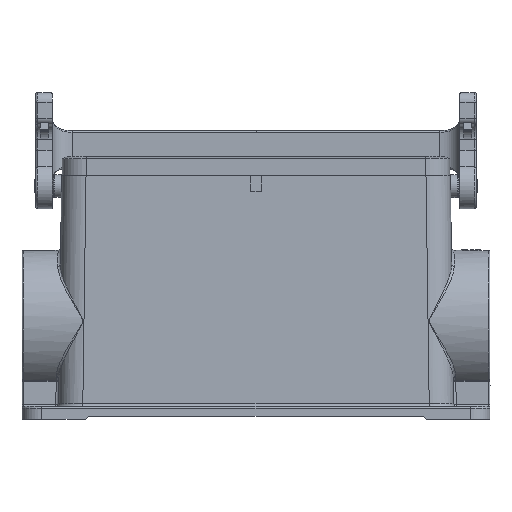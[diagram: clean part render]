
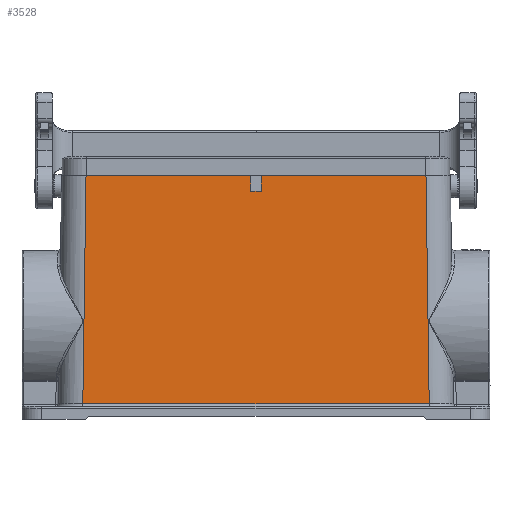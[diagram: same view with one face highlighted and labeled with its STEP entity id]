
A CAD part, front view. The second image highlights one B-rep face of the part: STEP entity #3528.
In plain terms, the highlighted planar face has unit normal (0, -1, 0.011).
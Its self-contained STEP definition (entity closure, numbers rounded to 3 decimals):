
#2358=FACE_OUTER_BOUND('',#4625,.T.);
#3528=ADVANCED_FACE('',(#2358),#4152,.T.);
#4152=PLANE('',#17038);
#4625=EDGE_LOOP('',(#5719,#5720,#5721,#5722,#5723,#5724,#5725,#5726));
#5719=ORIENTED_EDGE('',*,*,#9725,.F.);
#5720=ORIENTED_EDGE('',*,*,#9675,.F.);
#5721=ORIENTED_EDGE('',*,*,#9726,.T.);
#5722=ORIENTED_EDGE('',*,*,#9727,.T.);
#5723=ORIENTED_EDGE('',*,*,#9728,.T.);
#5724=ORIENTED_EDGE('',*,*,#9679,.F.);
#5725=ORIENTED_EDGE('',*,*,#9729,.F.);
#5726=ORIENTED_EDGE('',*,*,#9730,.F.);
#8701=VERTEX_POINT('',#24317);
#8702=VERTEX_POINT('',#24318);
#8705=VERTEX_POINT('',#24324);
#8706=VERTEX_POINT('',#24326);
#8749=VERTEX_POINT('',#24421);
#8750=VERTEX_POINT('',#24423);
#8751=VERTEX_POINT('',#24425);
#8752=VERTEX_POINT('',#24428);
#9675=EDGE_CURVE('',#8701,#8702,#13483,.T.);
#9679=EDGE_CURVE('',#8705,#8706,#13487,.T.);
#9725=EDGE_CURVE('',#8702,#8749,#13513,.T.);
#9726=EDGE_CURVE('',#8701,#8750,#13514,.T.);
#9727=EDGE_CURVE('',#8750,#8751,#13515,.T.);
#9728=EDGE_CURVE('',#8751,#8706,#13516,.T.);
#9729=EDGE_CURVE('',#8752,#8705,#13517,.T.);
#9730=EDGE_CURVE('',#8749,#8752,#13518,.T.);
#13483=LINE('',#24316,#14439);
#13487=LINE('',#24325,#14443);
#13513=LINE('',#24420,#14469);
#13514=LINE('',#24422,#14470);
#13515=LINE('',#24424,#14471);
#13516=LINE('',#24426,#14472);
#13517=LINE('',#24427,#14473);
#13518=LINE('',#24429,#14474);
#14439=VECTOR('',#18469,1.);
#14443=VECTOR('',#18473,1.);
#14469=VECTOR('',#18551,1.);
#14470=VECTOR('',#18552,1.);
#14471=VECTOR('',#18553,1.);
#14472=VECTOR('',#18554,1.);
#14473=VECTOR('',#18555,1.);
#14474=VECTOR('',#18556,1.);
#17038=AXIS2_PLACEMENT_3D('',#24430,#18557,#18558);
#18469=DIRECTION('',(1.,0.,0.));
#18473=DIRECTION('',(1.,0.,0.));
#18551=DIRECTION('',(0.,-0.011,-1.));
#18552=DIRECTION('',(-0.014,-0.011,-1.));
#18553=DIRECTION('',(1.,0.,0.));
#18554=DIRECTION('',(-0.014,0.011,1.));
#18555=DIRECTION('',(0.,0.011,1.));
#18556=DIRECTION('',(1.,0.,0.));
#18557=DIRECTION('',(0.,-1.,0.011));
#18558=DIRECTION('',(1.,0.,0.));
#24316=CARTESIAN_POINT('',(59.8,-21.5,5.7));
#24317=CARTESIAN_POINT('',(-52.3,-21.5,5.7));
#24318=CARTESIAN_POINT('',(-1.6,-21.5,5.7));
#24324=CARTESIAN_POINT('',(1.6,-21.5,5.7));
#24325=CARTESIAN_POINT('',(59.8,-21.5,5.7));
#24326=CARTESIAN_POINT('',(52.3,-21.5,5.7));
#24420=CARTESIAN_POINT('',(-1.6,-21.5,5.714));
#24421=CARTESIAN_POINT('',(-1.6,-21.553,1.015));
#24422=CARTESIAN_POINT('',(-53.302,-22.301,-65.356));
#24423=CARTESIAN_POINT('',(-53.289,-22.291,-64.459));
#24424=CARTESIAN_POINT('',(0.,-22.291,-64.459));
#24425=CARTESIAN_POINT('',(53.289,-22.291,-64.459));
#24426=CARTESIAN_POINT('',(52.302,-21.501,5.594));
#24427=CARTESIAN_POINT('',(1.6,-21.553,1.015));
#24428=CARTESIAN_POINT('',(1.6,-21.553,1.015));
#24429=CARTESIAN_POINT('',(-1.6,-21.553,1.015));
#24430=CARTESIAN_POINT('',(0.,-22.3,-65.25));
